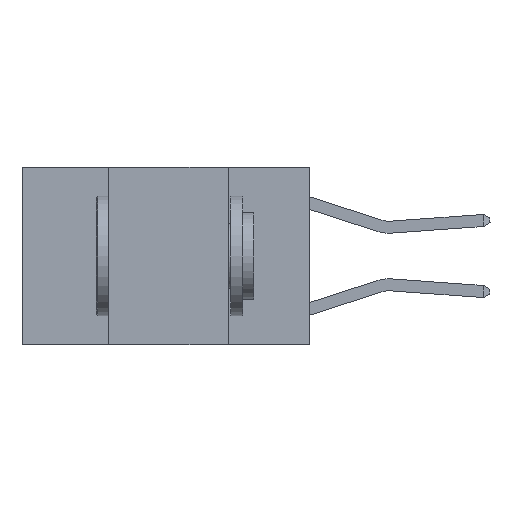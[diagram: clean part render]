
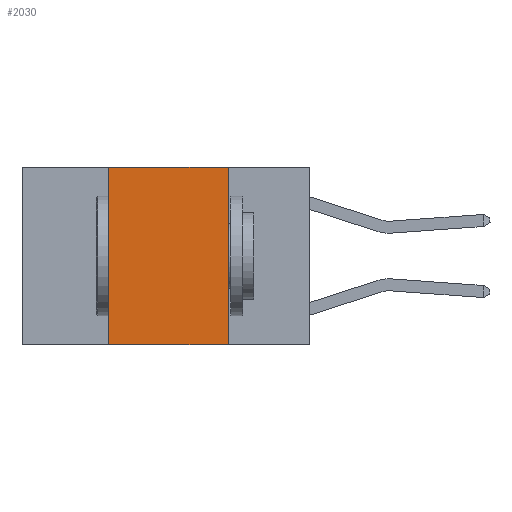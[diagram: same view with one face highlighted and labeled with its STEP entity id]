
A CAD part, left-side view. The second image highlights one B-rep face of the part: STEP entity #2030.
In plain terms, the highlighted planar face has unit normal (-1, 0, 0).
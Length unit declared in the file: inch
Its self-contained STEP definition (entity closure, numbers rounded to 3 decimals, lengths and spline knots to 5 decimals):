
#67 = VECTOR ( 'NONE', #5208, 39.37008 ) ;
#219 = CARTESIAN_POINT ( 'NONE',  ( 0., 0.6, 0. ) ) ;
#364 = LINE ( 'NONE', #5346, #6163 ) ;
#1249 = DIRECTION ( 'NONE',  ( 0., -1., 0. ) ) ;
#1416 = CARTESIAN_POINT ( 'NONE',  ( 0., 0.42, 0. ) ) ;
#1558 = EDGE_CURVE ( 'NONE', #7474, #7457, #2958, .T. ) ;
#1559 = EDGE_CURVE ( 'NONE', #8710, #5299, #4627, .T. ) ;
#1561 = EDGE_CURVE ( 'NONE', #8710, #7457, #364, .T. ) ;
#2030 = ADVANCED_FACE ( 'NONE', ( #5112 ), #7114, .F. ) ;
#2848 = VECTOR ( 'NONE', #1249, 39.37008 ) ;
#2958 = LINE ( 'NONE', #5273, #6561 ) ;
#3761 = ORIENTED_EDGE ( 'NONE', *, *, #1558, .F. ) ;
#3776 = ORIENTED_EDGE ( 'NONE', *, *, #7395, .F. ) ;
#3788 = ORIENTED_EDGE ( 'NONE', *, *, #1559, .F. ) ;
#3839 = ORIENTED_EDGE ( 'NONE', *, *, #1561, .T. ) ;
#4492 = CARTESIAN_POINT ( 'NONE',  ( 0., 0.17, -0.37 ) ) ;
#4523 = CARTESIAN_POINT ( 'NONE',  ( 0., 0.17, 0. ) ) ;
#4598 = EDGE_LOOP ( 'NONE', ( #3761, #3776, #3788, #3839 ) ) ;
#4627 = LINE ( 'NONE', #5243, #67 ) ;
#5112 = FACE_OUTER_BOUND ( 'NONE', #4598, .T. ) ;
#5194 = DIRECTION ( 'NONE',  ( 0., -1., 0. ) ) ;
#5208 = DIRECTION ( 'NONE',  ( 0., 0., 1. ) ) ;
#5243 = CARTESIAN_POINT ( 'NONE',  ( 0., 0.42, 0. ) ) ;
#5256 = DIRECTION ( 'NONE',  ( 0., 0., -1. ) ) ;
#5273 = CARTESIAN_POINT ( 'NONE',  ( 0., 0.17, 0. ) ) ;
#5299 = VERTEX_POINT ( 'NONE', #1416 ) ;
#5346 = CARTESIAN_POINT ( 'NONE',  ( 0., 0.6, -0.37 ) ) ;
#5424 = AXIS2_PLACEMENT_3D ( 'NONE', #7178, #7053, #7038 ) ;
#6163 = VECTOR ( 'NONE', #5194, 39.37008 ) ;
#6485 = LINE ( 'NONE', #219, #2848 ) ;
#6561 = VECTOR ( 'NONE', #5256, 39.37008 ) ;
#6998 = CARTESIAN_POINT ( 'NONE',  ( 0., 0.42, -0.37 ) ) ;
#7038 = DIRECTION ( 'NONE',  ( 0., 0., -1. ) ) ;
#7053 = DIRECTION ( 'NONE',  ( 1., 0., 0. ) ) ;
#7114 = PLANE ( 'NONE',  #5424 ) ;
#7178 = CARTESIAN_POINT ( 'NONE',  ( 0., 0.6, 0. ) ) ;
#7395 = EDGE_CURVE ( 'NONE', #5299, #7474, #6485, .T. ) ;
#7457 = VERTEX_POINT ( 'NONE', #4492 ) ;
#7474 = VERTEX_POINT ( 'NONE', #4523 ) ;
#8710 = VERTEX_POINT ( 'NONE', #6998 ) ;
